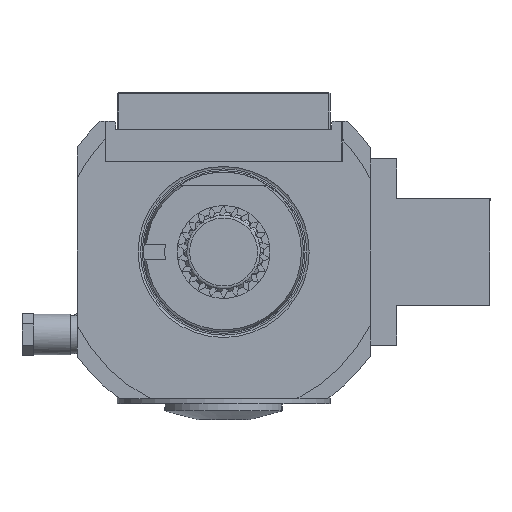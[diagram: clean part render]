
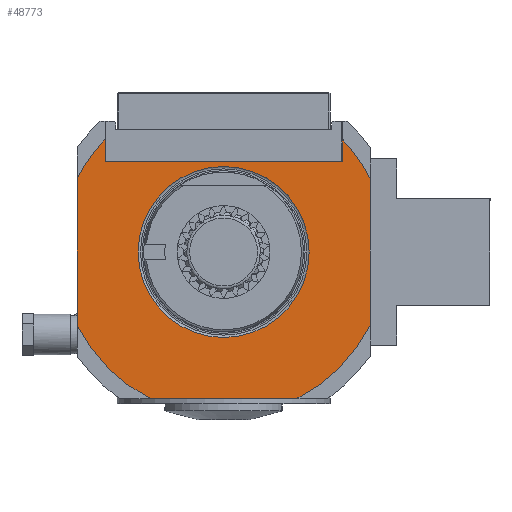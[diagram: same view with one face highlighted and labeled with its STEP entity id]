
A CAD part, front view. The second image highlights one B-rep face of the part: STEP entity #48773.
In plain terms, the highlighted planar face has unit normal (0, -1, 0).
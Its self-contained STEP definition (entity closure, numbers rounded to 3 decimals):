
#131 = CARTESIAN_POINT ( 'NONE',  ( 44.5, -1., 0. ) ) ;
#1021 = ORIENTED_EDGE ( 'NONE', *, *, #18312, .T. ) ;
#1481 = VECTOR ( 'NONE', #15125, 1000. ) ;
#1704 = ORIENTED_EDGE ( 'NONE', *, *, #25226, .T. ) ;
#2195 = VECTOR ( 'NONE', #13510, 1000. ) ;
#2807 = CARTESIAN_POINT ( 'NONE',  ( -55., -1., 27.518 ) ) ;
#3251 = VERTEX_POINT ( 'NONE', #15567 ) ;
#3868 = LINE ( 'NONE', #131, #13537 ) ;
#4124 = ORIENTED_EDGE ( 'NONE', *, *, #45270, .F. ) ;
#4251 = CARTESIAN_POINT ( 'NONE',  ( 0., -1., 0. ) ) ;
#4618 = AXIS2_PLACEMENT_3D ( 'NONE', #20045, #12376, #9139 ) ;
#5206 = DIRECTION ( 'NONE',  ( 1., 0., 0. ) ) ;
#6400 = CARTESIAN_POINT ( 'NONE',  ( -27.518, -1., -55. ) ) ;
#6967 = CIRCLE ( 'NONE', #4618, 61.5 ) ;
#7106 = CIRCLE ( 'NONE', #19768, 61.5 ) ;
#7811 = CARTESIAN_POINT ( 'NONE',  ( 44.5, -1., 42.45 ) ) ;
#9139 = DIRECTION ( 'NONE',  ( 1., 0., 0. ) ) ;
#9895 = LINE ( 'NONE', #44119, #43378 ) ;
#10178 = ORIENTED_EDGE ( 'NONE', *, *, #47808, .F. ) ;
#10431 = ORIENTED_EDGE ( 'NONE', *, *, #24354, .F. ) ;
#10664 = EDGE_CURVE ( 'NONE', #37725, #37725, #36384, .T. ) ;
#10818 = ORIENTED_EDGE ( 'NONE', *, *, #47093, .F. ) ;
#10983 = EDGE_CURVE ( 'NONE', #35456, #41680, #7106, .T. ) ;
#11002 = AXIS2_PLACEMENT_3D ( 'NONE', #4251, #19367, #19124 ) ;
#11745 = EDGE_CURVE ( 'NONE', #29764, #24262, #43661, .T. ) ;
#11960 = ORIENTED_EDGE ( 'NONE', *, *, #10664, .F. ) ;
#12376 = DIRECTION ( 'NONE',  ( 0., 1., 0. ) ) ;
#13510 = DIRECTION ( 'NONE',  ( 0., 0., -1. ) ) ;
#13537 = VECTOR ( 'NONE', #33894, 1000. ) ;
#14379 = CARTESIAN_POINT ( 'NONE',  ( -44.5, -1., 0. ) ) ;
#14866 = DIRECTION ( 'NONE',  ( 0., -1., 0. ) ) ;
#15006 = CARTESIAN_POINT ( 'NONE',  ( 55., -1., 27.518 ) ) ;
#15125 = DIRECTION ( 'NONE',  ( 0., 0., 1. ) ) ;
#15567 = CARTESIAN_POINT ( 'NONE',  ( -44.5, -1., 34. ) ) ;
#17145 = VECTOR ( 'NONE', #32962, 1000. ) ;
#17405 = EDGE_CURVE ( 'NONE', #23056, #19469, #3868, .T. ) ;
#17446 = CARTESIAN_POINT ( 'NONE',  ( 55., -1., -27.518 ) ) ;
#17476 = FACE_BOUND ( 'NONE', #25108, .T. ) ;
#18312 = EDGE_CURVE ( 'NONE', #35456, #30704, #9895, .T. ) ;
#19124 = DIRECTION ( 'NONE',  ( 1., 0., 0. ) ) ;
#19346 = CARTESIAN_POINT ( 'NONE',  ( 0., -1., 0. ) ) ;
#19367 = DIRECTION ( 'NONE',  ( 0., 1., 0. ) ) ;
#19469 = VERTEX_POINT ( 'NONE', #48590 ) ;
#19575 = DIRECTION ( 'NONE',  ( 0., 1., 0. ) ) ;
#19717 = EDGE_CURVE ( 'NONE', #19469, #3251, #43457, .T. ) ;
#19768 = AXIS2_PLACEMENT_3D ( 'NONE', #26606, #27358, #41742 ) ;
#20045 = CARTESIAN_POINT ( 'NONE',  ( 0., -1., 0. ) ) ;
#20507 = AXIS2_PLACEMENT_3D ( 'NONE', #41373, #14866, #37906 ) ;
#21063 = CARTESIAN_POINT ( 'NONE',  ( 0., -1., -55. ) ) ;
#21349 = ORIENTED_EDGE ( 'NONE', *, *, #11745, .F. ) ;
#23056 = VERTEX_POINT ( 'NONE', #7811 ) ;
#24262 = VERTEX_POINT ( 'NONE', #44019 ) ;
#24354 = EDGE_CURVE ( 'NONE', #40787, #30704, #6967, .T. ) ;
#24526 = LINE ( 'NONE', #21063, #17145 ) ;
#25068 = DIRECTION ( 'NONE',  ( -1., 0., 0. ) ) ;
#25108 = EDGE_LOOP ( 'NONE', ( #11960 ) ) ;
#25226 = EDGE_CURVE ( 'NONE', #3251, #41680, #33249, .T. ) ;
#25232 = DIRECTION ( 'NONE',  ( 0., 0., -1. ) ) ;
#25609 = EDGE_LOOP ( 'NONE', ( #10178, #39067, #43708, #1704, #32356, #1021, #10431, #4124, #21349, #10818 ) ) ;
#25996 = VECTOR ( 'NONE', #25068, 1000. ) ;
#26606 = CARTESIAN_POINT ( 'NONE',  ( 0., -1., 0. ) ) ;
#27358 = DIRECTION ( 'NONE',  ( 0., 1., 0. ) ) ;
#29556 = CARTESIAN_POINT ( 'NONE',  ( -32.095, -1., 0. ) ) ;
#29764 = VERTEX_POINT ( 'NONE', #17446 ) ;
#29846 = CARTESIAN_POINT ( 'NONE',  ( -32.15, -1., 0. ) ) ;
#30046 = AXIS2_PLACEMENT_3D ( 'NONE', #29846, #45008, #34347 ) ;
#30704 = VERTEX_POINT ( 'NONE', #47592 ) ;
#32356 = ORIENTED_EDGE ( 'NONE', *, *, #10983, .F. ) ;
#32406 = CIRCLE ( 'NONE', #11002, 61.5 ) ;
#32620 = PLANE ( 'NONE',  #30046 ) ;
#32858 = CARTESIAN_POINT ( 'NONE',  ( 55., -1., 0. ) ) ;
#32962 = DIRECTION ( 'NONE',  ( -1., 0., 0. ) ) ;
#33249 = LINE ( 'NONE', #14379, #1481 ) ;
#33894 = DIRECTION ( 'NONE',  ( 0., 0., -1. ) ) ;
#34347 = DIRECTION ( 'NONE',  ( 1., 0., 0. ) ) ;
#35456 = VERTEX_POINT ( 'NONE', #2807 ) ;
#35725 = AXIS2_PLACEMENT_3D ( 'NONE', #19346, #19575, #5206 ) ;
#36384 = CIRCLE ( 'NONE', #20507, 32.095 ) ;
#37725 = VERTEX_POINT ( 'NONE', #29556 ) ;
#37906 = DIRECTION ( 'NONE',  ( -1., 0., 0. ) ) ;
#39067 = ORIENTED_EDGE ( 'NONE', *, *, #17405, .T. ) ;
#40252 = LINE ( 'NONE', #32858, #2195 ) ;
#40787 = VERTEX_POINT ( 'NONE', #6400 ) ;
#41373 = CARTESIAN_POINT ( 'NONE',  ( 0., -1., 0. ) ) ;
#41680 = VERTEX_POINT ( 'NONE', #42190 ) ;
#41742 = DIRECTION ( 'NONE',  ( 1., 0., 0. ) ) ;
#42190 = CARTESIAN_POINT ( 'NONE',  ( -44.5, -1., 42.45 ) ) ;
#43378 = VECTOR ( 'NONE', #25232, 1000. ) ;
#43457 = LINE ( 'NONE', #47671, #25996 ) ;
#43661 = CIRCLE ( 'NONE', #35725, 61.5 ) ;
#43708 = ORIENTED_EDGE ( 'NONE', *, *, #19717, .T. ) ;
#44019 = CARTESIAN_POINT ( 'NONE',  ( 27.518, -1., -55. ) ) ;
#44119 = CARTESIAN_POINT ( 'NONE',  ( -55., -1., 0. ) ) ;
#45008 = DIRECTION ( 'NONE',  ( 0., 1., 0. ) ) ;
#45270 = EDGE_CURVE ( 'NONE', #24262, #40787, #24526, .T. ) ;
#45798 = VERTEX_POINT ( 'NONE', #15006 ) ;
#47093 = EDGE_CURVE ( 'NONE', #45798, #29764, #40252, .T. ) ;
#47592 = CARTESIAN_POINT ( 'NONE',  ( -55., -1., -27.518 ) ) ;
#47671 = CARTESIAN_POINT ( 'NONE',  ( -32.15, -1., 34. ) ) ;
#47808 = EDGE_CURVE ( 'NONE', #23056, #45798, #32406, .T. ) ;
#48004 = FACE_OUTER_BOUND ( 'NONE', #25609, .T. ) ;
#48590 = CARTESIAN_POINT ( 'NONE',  ( 44.5, -1., 34. ) ) ;
#48773 = ADVANCED_FACE ( 'Defeature completata1_874', ( #48004, #17476 ), #32620, .F. ) ;
